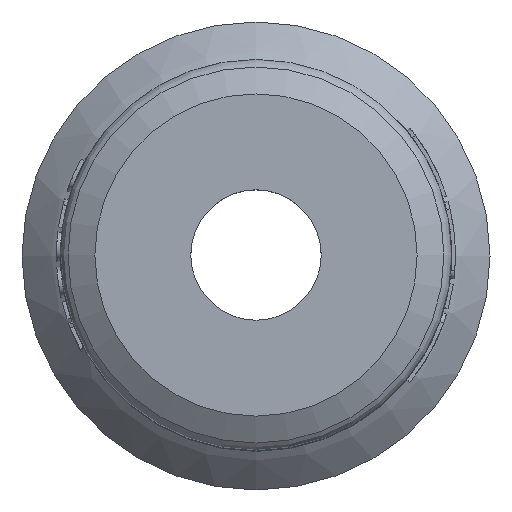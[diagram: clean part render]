
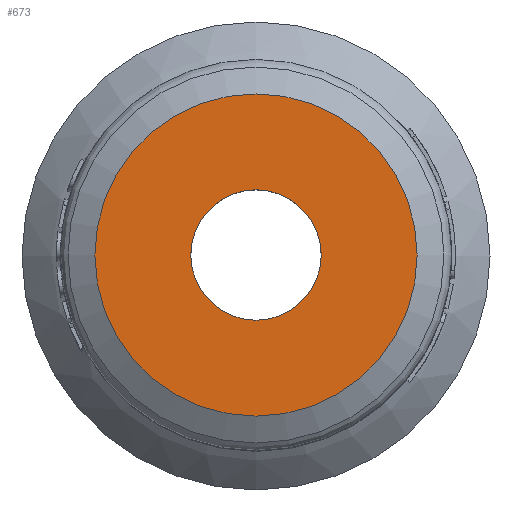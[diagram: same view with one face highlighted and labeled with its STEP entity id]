
A CAD part, top view. The second image highlights one B-rep face of the part: STEP entity #673.
In plain terms, the highlighted planar face has unit normal (0, 0, 1).
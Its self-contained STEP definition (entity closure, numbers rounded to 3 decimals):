
#673 = ADVANCED_FACE( '', ( #1586, #1587 ), #1588, .F. );
#1586 = FACE_OUTER_BOUND( '', #6508, .T. );
#1587 = FACE_BOUND( '', #6509, .T. );
#1588 = PLANE( '', #6510 );
#6508 = EDGE_LOOP( '', ( #14821 ) );
#6509 = EDGE_LOOP( '', ( #14822 ) );
#6510 = AXIS2_PLACEMENT_3D( '', #14823, #14824, #14825 );
#14821 = ORIENTED_EDGE( '', *, *, #16708, .T. );
#14822 = ORIENTED_EDGE( '', *, *, #16535, .F. );
#14823 = CARTESIAN_POINT( '', ( 4.25, 0., 36.5 ) );
#14824 = DIRECTION( '', ( 0., 0., -1. ) );
#14825 = DIRECTION( '', ( -1., 0., 0. ) );
#16535 = EDGE_CURVE( '', #17735, #17735, #17736, .T. );
#16708 = EDGE_CURVE( '', #18041, #18041, #18042, .F. );
#17735 = VERTEX_POINT( '', #19503 );
#17736 = CIRCLE( '', #19504, 4.25 );
#18041 = VERTEX_POINT( '', #20733 );
#18042 = CIRCLE( '', #20734, 10.5 );
#19503 = CARTESIAN_POINT( '', ( 4.25, 0., 36.5 ) );
#19504 = AXIS2_PLACEMENT_3D( '', #27836, #27837, #27838 );
#20733 = CARTESIAN_POINT( '', ( -10.5, 0., 36.5 ) );
#20734 = AXIS2_PLACEMENT_3D( '', #28018, #28019, #28020 );
#27836 = CARTESIAN_POINT( '', ( 0., 0., 36.5 ) );
#27837 = DIRECTION( '', ( 0., 0., 1. ) );
#27838 = DIRECTION( '', ( 1., 0., 0. ) );
#28018 = CARTESIAN_POINT( '', ( 0., 0., 36.5 ) );
#28019 = DIRECTION( '', ( 0., 0., -1. ) );
#28020 = DIRECTION( '', ( -1., 0., 0. ) );
